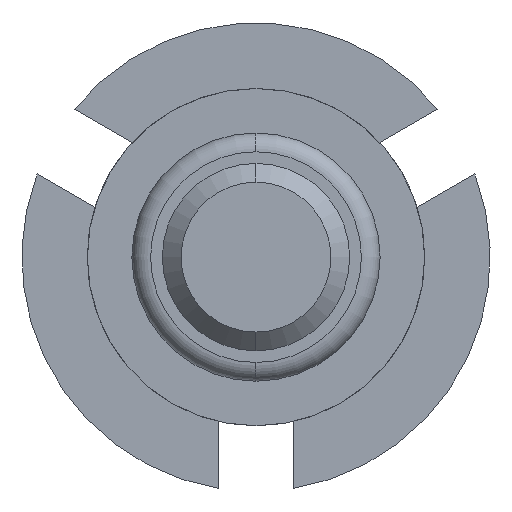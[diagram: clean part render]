
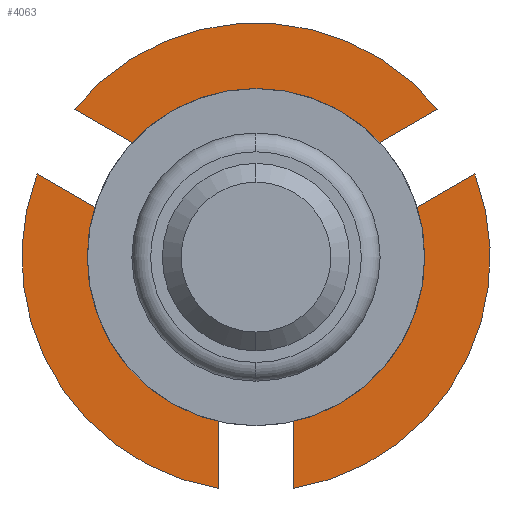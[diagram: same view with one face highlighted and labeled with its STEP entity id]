
A CAD part, front view. The second image highlights one B-rep face of the part: STEP entity #4063.
In plain terms, the highlighted planar face has unit normal (0, -1, 0).
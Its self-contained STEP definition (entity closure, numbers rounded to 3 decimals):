
#8 = VERTEX_POINT ( 'NONE', #2870 ) ;
#10 = EDGE_CURVE ( 'Defeature ausgef�hrt3_43+Defeature ausgef�hrt3_26+Defeature ausgef�hrt3_34+Defeature ausgef�hrt3_42', #478, #1389, #2852, .T. ) ;
#11 = LINE ( 'NONE', #2753, #3155 ) ;
#75 = CARTESIAN_POINT ( 'NONE',  ( 0., 5.5, -1.075 ) ) ;
#150 = DIRECTION ( 'NONE',  ( 0., 0., 1. ) ) ;
#182 = VECTOR ( 'NONE', #3906, 1000. ) ;
#183 = ORIENTED_EDGE ( 'NONE', *, *, #2435, .F. ) ;
#204 = DIRECTION ( 'NONE',  ( 0., 1., 0. ) ) ;
#215 = AXIS2_PLACEMENT_3D ( 'NONE', #234, #545, #3952 ) ;
#234 = CARTESIAN_POINT ( 'NONE',  ( 0., 5.5, 0. ) ) ;
#265 = DIRECTION ( 'NONE',  ( 0.839, 0., 0.545 ) ) ;
#301 = PLANE ( 'NONE',  #3089 ) ;
#314 = VERTEX_POINT ( 'NONE', #1306 ) ;
#408 = DIRECTION ( 'NONE',  ( 0.5, 0., 0.866 ) ) ;
#417 = CARTESIAN_POINT ( 'NONE',  ( 0., 5.5, 0. ) ) ;
#471 = EDGE_CURVE ( 'Defeature ausgef�hrt3_35+Defeature ausgef�hrt3_26+Defeature ausgef�hrt3_36+Defeature ausgef�hrt3_20', #941, #314, #2515, .T. ) ;
#477 = CARTESIAN_POINT ( 'NONE',  ( 1.186, 5.5, 1.146 ) ) ;
#478 = VERTEX_POINT ( 'NONE', #3154 ) ;
#480 = CARTESIAN_POINT ( 'NONE',  ( 0.4, 5.5, 0. ) ) ;
#532 = ORIENTED_EDGE ( 'NONE', *, *, #3869, .F. ) ;
#545 = DIRECTION ( 'NONE',  ( 0., 1., 0. ) ) ;
#632 = VECTOR ( 'NONE', #4099, 1000. ) ;
#649 = LINE ( 'NONE', #2742, #632 ) ;
#685 = VERTEX_POINT ( 'NONE', #1598 ) ;
#693 = ORIENTED_EDGE ( 'NONE', *, *, #2287, .F. ) ;
#726 = ORIENTED_EDGE ( 'NONE', *, *, #1810, .F. ) ;
#763 = VERTEX_POINT ( 'NONE', #4295 ) ;
#775 = CARTESIAN_POINT ( 'NONE',  ( -0.2, 5.5, 0.346 ) ) ;
#794 = CARTESIAN_POINT ( 'NONE',  ( -0.4, 5.5, -1.6 ) ) ;
#811 = CARTESIAN_POINT ( 'NONE',  ( 0.2, 5.5, -0.346 ) ) ;
#845 = EDGE_CURVE ( 'Defeature ausgef�hrt3_30+Defeature ausgef�hrt3_26+Defeature ausgef�hrt3_27+Defeature ausgef�hrt3_29', #685, #2618, #1334, .T. ) ;
#865 = EDGE_LOOP ( 'NONE', ( #2383, #693, #1007, #4079 ) ) ;
#926 = DIRECTION ( 'NONE',  ( 0.5, 0., -0.866 ) ) ;
#941 = VERTEX_POINT ( 'NONE', #794 ) ;
#1007 = ORIENTED_EDGE ( 'NONE', *, *, #845, .F. ) ;
#1095 = ORIENTED_EDGE ( 'NONE', *, *, #471, .F. ) ;
#1096 = EDGE_CURVE ( 'Defeature ausgef�hrt3_42+Defeature ausgef�hrt3_26+Defeature ausgef�hrt3_43+Defeature ausgef�hrt3_41', #1389, #4039, #1957, .T. ) ;
#1127 = LINE ( 'NONE', #811, #4365 ) ;
#1306 = CARTESIAN_POINT ( 'NONE',  ( -0.4, 5.5, -2.468 ) ) ;
#1331 = CARTESIAN_POINT ( 'NONE',  ( 0.4, 5.5, -1.6 ) ) ;
#1334 = LINE ( 'NONE', #2052, #3473 ) ;
#1349 = FACE_BOUND ( 'NONE', #865, .T. ) ;
#1389 = VERTEX_POINT ( 'NONE', #477 ) ;
#1445 = CARTESIAN_POINT ( 'NONE',  ( 0.4, 5.5, -2.468 ) ) ;
#1546 = CARTESIAN_POINT ( 'NONE',  ( 0., 5.5, 0. ) ) ;
#1598 = CARTESIAN_POINT ( 'NONE',  ( -1.655, 5.5, 0. ) ) ;
#1645 = DIRECTION ( 'NONE',  ( 0.839, 0., -0.545 ) ) ;
#1688 = CARTESIAN_POINT ( 'NONE',  ( 0., 5.5, 1.075 ) ) ;
#1761 = DIRECTION ( 'NONE',  ( 0., 0., -1. ) ) ;
#1810 = EDGE_CURVE ( 'Defeature ausgef�hrt3_19+Defeature ausgef�hrt3_26+Defeature ausgef�hrt3_41+Defeature ausgef�hrt3_37', #3299, #3757, #2049, .T. ) ;
#1811 = EDGE_CURVE ( 'Defeature ausgef�hrt3_36+Defeature ausgef�hrt3_26+Defeature ausgef�hrt3_37+Defeature ausgef�hrt3_35', #3613, #941, #4346, .T. ) ;
#1820 = VECTOR ( 'NONE', #3847, 1000. ) ;
#1821 = ORIENTED_EDGE ( 'NONE', *, *, #10, .F. ) ;
#1829 = VECTOR ( 'NONE', #926, 1000. ) ;
#1868 = ORIENTED_EDGE ( 'NONE', *, *, #2556, .F. ) ;
#1957 = LINE ( 'NONE', #3994, #1829 ) ;
#1971 = ORIENTED_EDGE ( 'NONE', *, *, #1811, .F. ) ;
#1978 = VERTEX_POINT ( 'NONE', #1989 ) ;
#1989 = CARTESIAN_POINT ( 'NONE',  ( -1.586, 5.5, 0.454 ) ) ;
#2014 = CARTESIAN_POINT ( 'NONE',  ( 1.655, 5.5, 0. ) ) ;
#2029 = ORIENTED_EDGE ( 'NONE', *, *, #3746, .F. ) ;
#2049 = CIRCLE ( 'NONE', #3483, 2.5 ) ;
#2052 = CARTESIAN_POINT ( 'NONE',  ( 0., 5.5, -1.075 ) ) ;
#2088 = AXIS2_PLACEMENT_3D ( 'NONE', #417, #3159, #1761 ) ;
#2183 = CIRCLE ( 'NONE', #2088, 2.5 ) ;
#2285 = ORIENTED_EDGE ( 'NONE', *, *, #3862, .F. ) ;
#2287 = EDGE_CURVE ( 'Defeature ausgef�hrt3_29+Defeature ausgef�hrt3_26+Defeature ausgef�hrt3_30+Defeature ausgef�hrt3_28', #2618, #2937, #3030, .T. ) ;
#2333 = CARTESIAN_POINT ( 'NONE',  ( -1.655, 5.5, 0. ) ) ;
#2338 = VECTOR ( 'NONE', #265, 1000. ) ;
#2362 = ORIENTED_EDGE ( 'NONE', *, *, #3913, .F. ) ;
#2383 = ORIENTED_EDGE ( 'NONE', *, *, #3727, .F. ) ;
#2403 = DIRECTION ( 'NONE',  ( -0.839, 0., -0.545 ) ) ;
#2435 = EDGE_CURVE ( 'Defeature ausgef�hrt3_34+Defeature ausgef�hrt3_26+Defeature ausgef�hrt3_39+Defeature ausgef�hrt3_43', #763, #478, #2183, .T. ) ;
#2515 = LINE ( 'NONE', #2887, #182 ) ;
#2518 = DIRECTION ( 'NONE',  ( 0.866, 0., 0.5 ) ) ;
#2556 = EDGE_CURVE ( 'Defeature ausgef�hrt3_40+Defeature ausgef�hrt3_26+Defeature ausgef�hrt3_38+Defeature ausgef�hrt3_39', #1978, #3923, #4258, .T. ) ;
#2592 = CARTESIAN_POINT ( 'NONE',  ( 0., 5.5, -1.6 ) ) ;
#2618 = VERTEX_POINT ( 'NONE', #75 ) ;
#2728 = DIRECTION ( 'NONE',  ( 0., -1., 0. ) ) ;
#2734 = ORIENTED_EDGE ( 'NONE', *, *, #1096, .F. ) ;
#2742 = CARTESIAN_POINT ( 'NONE',  ( -0.2, 5.5, -0.346 ) ) ;
#2753 = CARTESIAN_POINT ( 'NONE',  ( 0., 5.5, 1.075 ) ) ;
#2789 = VECTOR ( 'NONE', #408, 1000. ) ;
#2852 = LINE ( 'NONE', #775, #1820 ) ;
#2870 = CARTESIAN_POINT ( 'NONE',  ( -2.337, 5.5, 0.887 ) ) ;
#2887 = CARTESIAN_POINT ( 'NONE',  ( -0.4, 5.5, 0. ) ) ;
#2914 = EDGE_CURVE ( 'Defeature ausgef�hrt3_38+Defeature ausgef�hrt3_26+Defeature ausgef�hrt3_20+Defeature ausgef�hrt3_40', #8, #1978, #649, .T. ) ;
#2937 = VERTEX_POINT ( 'NONE', #2014 ) ;
#3008 = LINE ( 'NONE', #2333, #3713 ) ;
#3030 = LINE ( 'NONE', #4432, #2338 ) ;
#3085 = VECTOR ( 'NONE', #3552, 1000. ) ;
#3089 = AXIS2_PLACEMENT_3D ( 'NONE', #3106, #2728, #4086 ) ;
#3106 = CARTESIAN_POINT ( 'NONE',  ( 0., 5.5, 0. ) ) ;
#3154 = CARTESIAN_POINT ( 'NONE',  ( 1.937, 5.5, 1.58 ) ) ;
#3155 = VECTOR ( 'NONE', #4043, 1000. ) ;
#3159 = DIRECTION ( 'NONE',  ( 0., 1., 0. ) ) ;
#3176 = CARTESIAN_POINT ( 'NONE',  ( 0.2, 5.5, 0.346 ) ) ;
#3294 = EDGE_CURVE ( 'Defeature ausgef�hrt3_27+Defeature ausgef�hrt3_26+Defeature ausgef�hrt3_28+Defeature ausgef�hrt3_30', #3703, #685, #3008, .T. ) ;
#3299 = VERTEX_POINT ( 'NONE', #3332 ) ;
#3332 = CARTESIAN_POINT ( 'NONE',  ( 2.337, 5.5, 0.887 ) ) ;
#3370 = FACE_OUTER_BOUND ( 'NONE', #3730, .T. ) ;
#3417 = ORIENTED_EDGE ( 'NONE', *, *, #2914, .F. ) ;
#3473 = VECTOR ( 'NONE', #1645, 1000. ) ;
#3483 = AXIS2_PLACEMENT_3D ( 'NONE', #1546, #204, #3984 ) ;
#3552 = DIRECTION ( 'NONE',  ( -0.866, 0., 0.5 ) ) ;
#3613 = VERTEX_POINT ( 'NONE', #1331 ) ;
#3703 = VERTEX_POINT ( 'NONE', #1688 ) ;
#3713 = VECTOR ( 'NONE', #2403, 1000. ) ;
#3727 = EDGE_CURVE ( 'Defeature ausgef�hrt3_28+Defeature ausgef�hrt3_26+Defeature ausgef�hrt3_29+Defeature ausgef�hrt3_27', #2937, #3703, #11, .T. ) ;
#3730 = EDGE_LOOP ( 'NONE', ( #532, #2734, #1821, #183, #2285, #1868, #3417, #2362, #1095, #1971, #2029, #726 ) ) ;
#3746 = EDGE_CURVE ( 'Defeature ausgef�hrt3_37+Defeature ausgef�hrt3_26+Defeature ausgef�hrt3_19+Defeature ausgef�hrt3_36', #3757, #3613, #4157, .T. ) ;
#3757 = VERTEX_POINT ( 'NONE', #1445 ) ;
#3812 = CARTESIAN_POINT ( 'NONE',  ( -1.386, 5.5, 0.8 ) ) ;
#3847 = DIRECTION ( 'NONE',  ( -0.866, 0., -0.5 ) ) ;
#3862 = EDGE_CURVE ( 'Defeature ausgef�hrt3_39+Defeature ausgef�hrt3_26+Defeature ausgef�hrt3_40+Defeature ausgef�hrt3_34', #3923, #763, #3886, .T. ) ;
#3869 = EDGE_CURVE ( 'Defeature ausgef�hrt3_41+Defeature ausgef�hrt3_26+Defeature ausgef�hrt3_42+Defeature ausgef�hrt3_19', #4039, #3299, #1127, .T. ) ;
#3886 = LINE ( 'NONE', #3176, #3085 ) ;
#3906 = DIRECTION ( 'NONE',  ( 0., 0., -1. ) ) ;
#3913 = EDGE_CURVE ( 'Defeature ausgef�hrt3_20+Defeature ausgef�hrt3_26+Defeature ausgef�hrt3_35+Defeature ausgef�hrt3_38', #314, #8, #4005, .T. ) ;
#3923 = VERTEX_POINT ( 'NONE', #4268 ) ;
#3952 = DIRECTION ( 'NONE',  ( 0., 0., -1. ) ) ;
#3984 = DIRECTION ( 'NONE',  ( 0., 0., -1. ) ) ;
#3994 = CARTESIAN_POINT ( 'NONE',  ( 1.386, 5.5, 0.8 ) ) ;
#4005 = CIRCLE ( 'NONE', #215, 2.5 ) ;
#4039 = VERTEX_POINT ( 'NONE', #4423 ) ;
#4043 = DIRECTION ( 'NONE',  ( -0.839, 0., 0.545 ) ) ;
#4063 = ADVANCED_FACE ( 'Defeature ausgef�hrt3_26', ( #3370, #1349 ), #301, .T. ) ;
#4077 = VECTOR ( 'NONE', #150, 1000. ) ;
#4079 = ORIENTED_EDGE ( 'NONE', *, *, #3294, .F. ) ;
#4086 = DIRECTION ( 'NONE',  ( 0., 0., -1. ) ) ;
#4099 = DIRECTION ( 'NONE',  ( 0.866, 0., -0.5 ) ) ;
#4157 = LINE ( 'NONE', #480, #4077 ) ;
#4258 = LINE ( 'NONE', #3812, #2789 ) ;
#4268 = CARTESIAN_POINT ( 'NONE',  ( -1.186, 5.5, 1.146 ) ) ;
#4295 = CARTESIAN_POINT ( 'NONE',  ( -1.937, 5.5, 1.58 ) ) ;
#4303 = DIRECTION ( 'NONE',  ( -1., 0., 0. ) ) ;
#4346 = LINE ( 'NONE', #2592, #4413 ) ;
#4365 = VECTOR ( 'NONE', #2518, 1000. ) ;
#4413 = VECTOR ( 'NONE', #4303, 1000. ) ;
#4423 = CARTESIAN_POINT ( 'NONE',  ( 1.586, 5.5, 0.454 ) ) ;
#4432 = CARTESIAN_POINT ( 'NONE',  ( 1.655, 5.5, 0. ) ) ;
